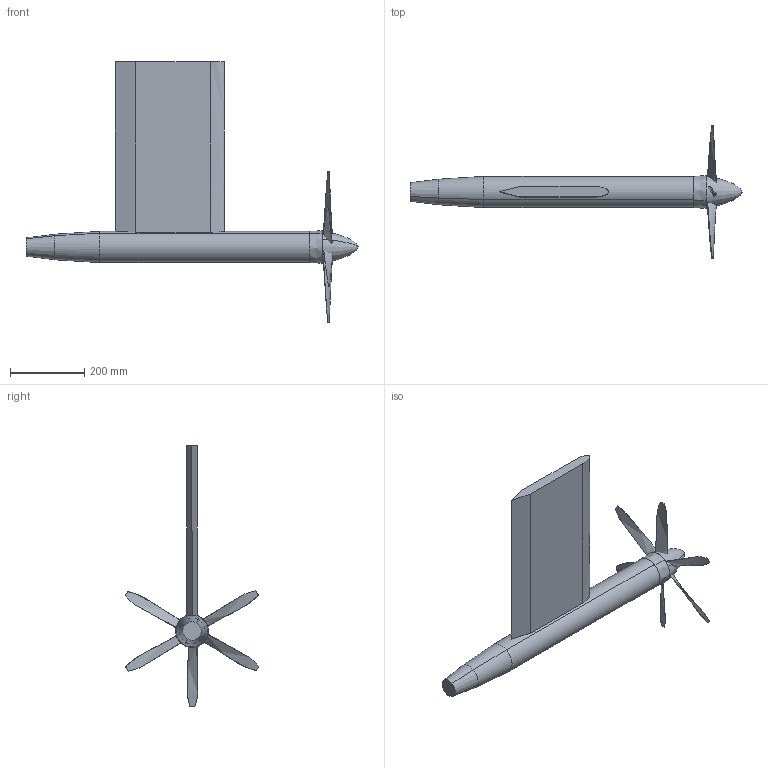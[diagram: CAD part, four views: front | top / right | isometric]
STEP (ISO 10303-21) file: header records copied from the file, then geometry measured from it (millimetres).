
FILE_DESCRIPTION(('CATIA V5 STEP Exchange'),'2;1');
FILE_NAME('TUD_XPROP_beta0_7Rp20deg_PNP.stp','2020-10-30T09:20:48+00:00',('none'),('none'),'CATIA Version 5 Release 21 SP 6 (IN-10)','CATIA V5 STEP AP203','none');
FILE_SCHEMA(('CONFIG_CONTROL_DESIGN'));
Products named in the file (1): TUD_XPROP_propeller_assembly
Assembly tree (10 placements, depth 2):
  TUD_XPROP_propeller_assembly
    #57
    #436
    #605
    #6776
    #12947
    #19118
    #25289
    #31460
    #37631
    #37840
Bounding box: 895.91 x 359.59 x 703.2 mm (x, y, z)
Volume: 7847662.6 mm3; surface area: 603529.7 mm2
Topology: 10 solids, 10 shells, 53 faces, 98 edges, 63 vertices
Faces by surface type: plane 22, bspline 18, revolution 6, cylinder 3, cone 2, extrusion 2
Entity records: 38117 total; most frequent: CARTESIAN_POINT 37021, ORIENTED_EDGE 192, DIRECTION 130, EDGE_CURVE 96, B_SPLINE_CURVE_WITH_KNOTS 72, VERTEX_POINT 63, AXIS2_PLACEMENT_3D 55, ADVANCED_FACE 53
